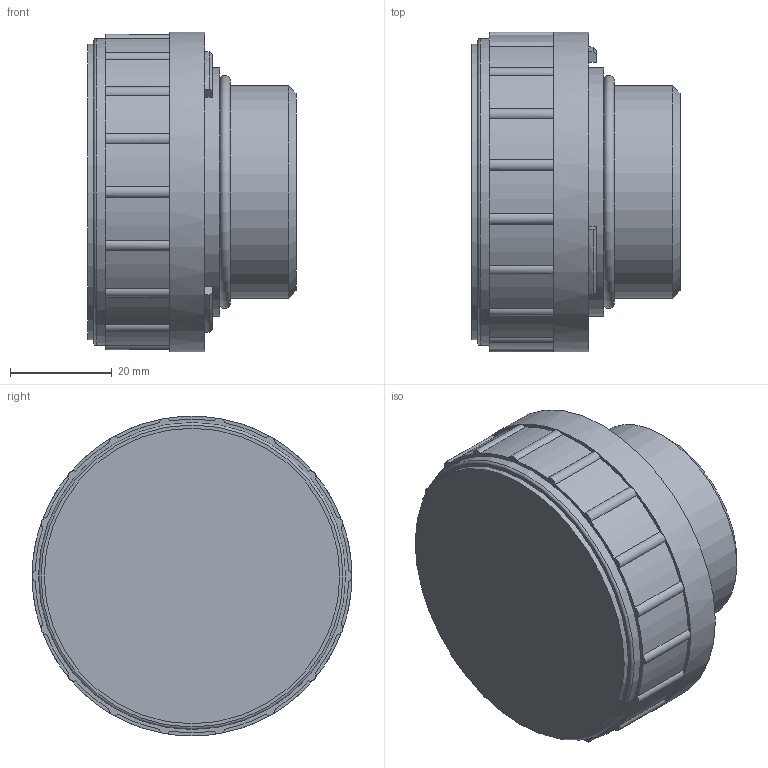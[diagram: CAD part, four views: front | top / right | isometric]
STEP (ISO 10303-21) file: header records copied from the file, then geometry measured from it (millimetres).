
FILE_DESCRIPTION( ( 'STEP AP214' ), '1' );
FILE_NAME( 'K0457.163114.stp', '2020-12-08T09:16:23', ( '' ), ( '' ), ' ', 'PARTsolutions', ' ' );
FILE_SCHEMA( ( 'AUTOMOTIVE_DESIGN { 1 0 10303 214 1 1 1 1 }' ) );
Length unit declared in the file: millimetre
Products named in the file (1): _K0457.163114
Bounding box: 41.01 x 63 x 63 mm (x, y, z)
Volume: 86268.6 mm3; surface area: 17083.4 mm2
Topology: 1 solids, 1 shells, 107 faces, 294 edges, 189 vertices
Faces by surface type: cylinder 53, plane 48, cone 4, torus 2
Full cylindrical faces by diameter (mm): 4.02 x1, 29.317 x1, 41.91 x1, 49 x1, 52.85 x1, 57.26 x1, 58.22 x1, 60.48 x1, 63 x1
Entity records: 4260 total; most frequent: DIRECTION 658, CARTESIAN_POINT 572, ORIENTED_EDGE 556, EDGE_CURVE 278, AXIS2_PLACEMENT_3D 272, VERTEX_POINT 186, CIRCLE 164, EDGE_LOOP 127
